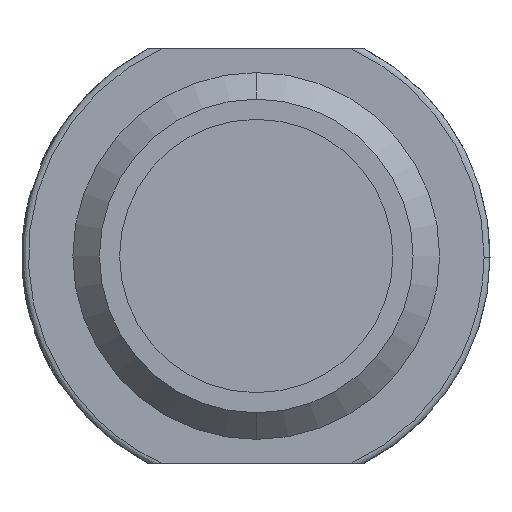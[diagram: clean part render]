
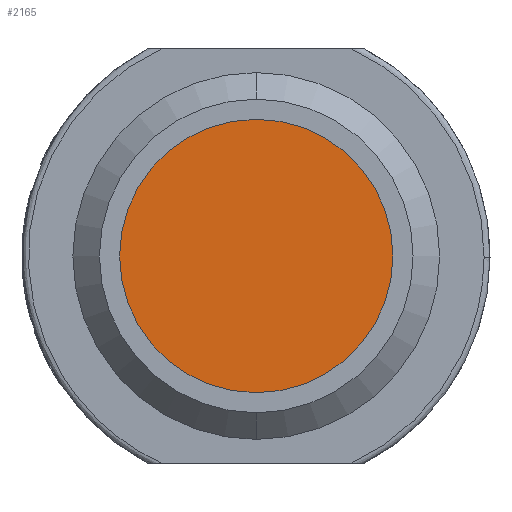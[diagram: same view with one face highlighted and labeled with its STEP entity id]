
A CAD part, left-side view. The second image highlights one B-rep face of the part: STEP entity #2165.
In plain terms, the highlighted planar face has unit normal (-1, 0, 0).
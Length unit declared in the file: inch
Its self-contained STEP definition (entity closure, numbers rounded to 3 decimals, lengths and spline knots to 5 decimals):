
#1495 = DIRECTION ( 'NONE',  ( -1., 0., 0. ) ) ;
#1517 = CARTESIAN_POINT ( 'NONE',  ( 0.07677, 0., 0.09094 ) ) ;
#1812 = CARTESIAN_POINT ( 'NONE',  ( 0.07677, 0., -0.09094 ) ) ;
#1856 = AXIS2_PLACEMENT_3D ( 'NONE', #4790, #2277, #5268 ) ;
#1982 = AXIS2_PLACEMENT_3D ( 'NONE', #6102, #6202, #5603 ) ;
#2165 = ADVANCED_FACE ( 'NONE', ( #3059 ), #4134, .T. ) ;
#2277 = DIRECTION ( 'NONE',  ( -1., 0., 0. ) ) ;
#2596 = CIRCLE ( 'NONE', #1856, 0.09094 ) ;
#2892 = EDGE_CURVE ( 'NONE', #4097, #5251, #4250, .T. ) ;
#2917 = ORIENTED_EDGE ( 'NONE', *, *, #4788, .T. ) ;
#3059 = FACE_OUTER_BOUND ( 'NONE', #5463, .T. ) ;
#3540 = DIRECTION ( 'NONE',  ( 0., 0., 1. ) ) ;
#4097 = VERTEX_POINT ( 'NONE', #1812 ) ;
#4134 = PLANE ( 'NONE',  #1982 ) ;
#4250 = CIRCLE ( 'NONE', #6309, 0.09094 ) ;
#4788 = EDGE_CURVE ( 'NONE', #5251, #4097, #2596, .T. ) ;
#4790 = CARTESIAN_POINT ( 'NONE',  ( 0.07677, 0., 0. ) ) ;
#5251 = VERTEX_POINT ( 'NONE', #1517 ) ;
#5268 = DIRECTION ( 'NONE',  ( 0., 0., 1. ) ) ;
#5463 = EDGE_LOOP ( 'NONE', ( #2917, #6279 ) ) ;
#5603 = DIRECTION ( 'NONE',  ( 0., 0., 1. ) ) ;
#5621 = CARTESIAN_POINT ( 'NONE',  ( 0.07677, 0., 0. ) ) ;
#6102 = CARTESIAN_POINT ( 'NONE',  ( 0.07677, 0., 0. ) ) ;
#6202 = DIRECTION ( 'NONE',  ( -1., 0., 0. ) ) ;
#6279 = ORIENTED_EDGE ( 'NONE', *, *, #2892, .T. ) ;
#6309 = AXIS2_PLACEMENT_3D ( 'NONE', #5621, #1495, #3540 ) ;
